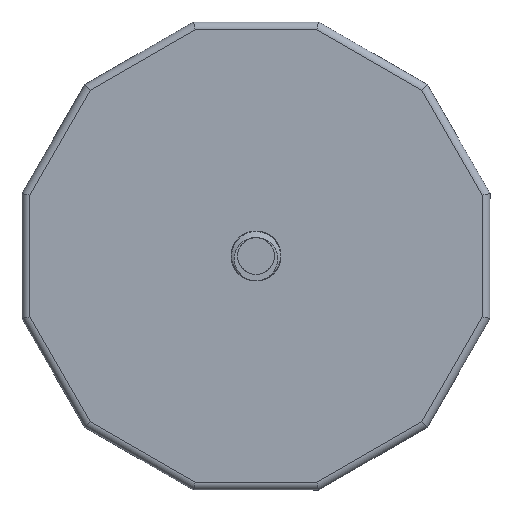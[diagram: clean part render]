
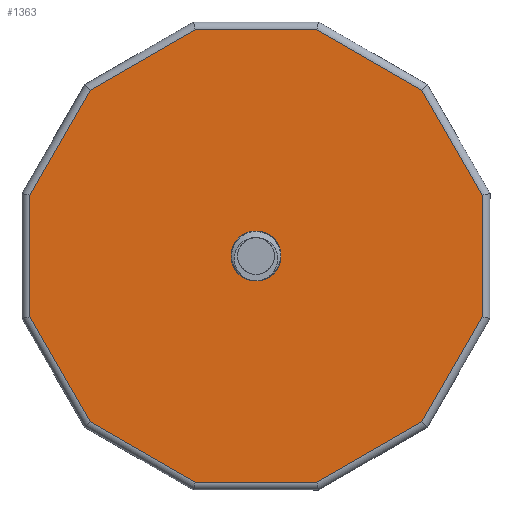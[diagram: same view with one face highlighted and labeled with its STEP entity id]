
A CAD part, front view. The second image highlights one B-rep face of the part: STEP entity #1363.
In plain terms, the highlighted planar face has unit normal (0, -1, 0).
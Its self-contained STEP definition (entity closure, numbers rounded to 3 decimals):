
#53=FACE_BOUND('',#228,.T.);
#89=PLANE('',#1483);
#145=FACE_OUTER_BOUND('',#227,.T.);
#227=EDGE_LOOP('',(#985,#986,#987,#988,#989,#990,#991,#992,#993,#994,#995,
#996));
#228=EDGE_LOOP('',(#997));
#295=LINE('',#1923,#435);
#297=LINE('',#1931,#437);
#299=LINE('',#1937,#439);
#301=LINE('',#1944,#441);
#304=LINE('',#1954,#444);
#306=LINE('',#1960,#446);
#307=LINE('',#1963,#447);
#310=LINE('',#1969,#450);
#312=LINE('',#1975,#452);
#314=LINE('',#1981,#454);
#316=LINE('',#1987,#456);
#318=LINE('',#1991,#458);
#435=VECTOR('',#1569,10.);
#437=VECTOR('',#1577,10.);
#439=VECTOR('',#1583,10.);
#441=VECTOR('',#1589,10.);
#444=VECTOR('',#1598,10.);
#446=VECTOR('',#1604,10.);
#447=VECTOR('',#1609,10.);
#450=VECTOR('',#1614,10.);
#452=VECTOR('',#1620,10.);
#454=VECTOR('',#1626,10.);
#456=VECTOR('',#1632,10.);
#458=VECTOR('',#1638,10.);
#574=CIRCLE('',#1450,2.922);
#581=VERTEX_POINT('',#1914);
#583=VERTEX_POINT('',#1921);
#584=VERTEX_POINT('',#1922);
#587=VERTEX_POINT('',#1930);
#589=VERTEX_POINT('',#1936);
#591=VERTEX_POINT('',#1942);
#592=VERTEX_POINT('',#1943);
#596=VERTEX_POINT('',#1953);
#598=VERTEX_POINT('',#1959);
#600=VERTEX_POINT('',#1968);
#602=VERTEX_POINT('',#1974);
#604=VERTEX_POINT('',#1980);
#606=VERTEX_POINT('',#1986);
#707=EDGE_CURVE('',#581,#581,#574,.T.);
#710=EDGE_CURVE('',#583,#584,#295,.T.);
#714=EDGE_CURVE('',#584,#587,#297,.T.);
#717=EDGE_CURVE('',#587,#589,#299,.T.);
#720=EDGE_CURVE('',#591,#592,#301,.T.);
#725=EDGE_CURVE('',#592,#596,#304,.T.);
#728=EDGE_CURVE('',#596,#598,#306,.T.);
#730=EDGE_CURVE('',#589,#591,#307,.T.);
#733=EDGE_CURVE('',#598,#600,#310,.T.);
#736=EDGE_CURVE('',#600,#602,#312,.T.);
#739=EDGE_CURVE('',#602,#604,#314,.T.);
#742=EDGE_CURVE('',#604,#606,#316,.T.);
#745=EDGE_CURVE('',#606,#583,#318,.T.);
#985=ORIENTED_EDGE('',*,*,#720,.F.);
#986=ORIENTED_EDGE('',*,*,#730,.F.);
#987=ORIENTED_EDGE('',*,*,#717,.F.);
#988=ORIENTED_EDGE('',*,*,#714,.F.);
#989=ORIENTED_EDGE('',*,*,#710,.F.);
#990=ORIENTED_EDGE('',*,*,#745,.F.);
#991=ORIENTED_EDGE('',*,*,#742,.F.);
#992=ORIENTED_EDGE('',*,*,#739,.F.);
#993=ORIENTED_EDGE('',*,*,#736,.F.);
#994=ORIENTED_EDGE('',*,*,#733,.F.);
#995=ORIENTED_EDGE('',*,*,#728,.F.);
#996=ORIENTED_EDGE('',*,*,#725,.F.);
#997=ORIENTED_EDGE('',*,*,#707,.F.);
#1363=ADVANCED_FACE('',(#145,#53),#89,.F.);
#1450=AXIS2_PLACEMENT_3D('',#1915,#1560,#1561);
#1483=AXIS2_PLACEMENT_3D('',#2018,#1664,#1665);
#1560=DIRECTION('center_axis',(0.,-1.,0.));
#1561=DIRECTION('ref_axis',(1.,0.,0.));
#1569=DIRECTION('',(-0.5,0.,-0.866));
#1577=DIRECTION('',(-0.866,0.,-0.5));
#1583=DIRECTION('',(-1.,0.,0.));
#1589=DIRECTION('',(-0.5,0.,0.866));
#1598=DIRECTION('',(0.,0.,1.));
#1604=DIRECTION('',(0.5,0.,0.866));
#1609=DIRECTION('',(-0.866,0.,0.5));
#1614=DIRECTION('',(0.866,0.,0.5));
#1620=DIRECTION('',(1.,0.,0.));
#1626=DIRECTION('',(0.866,0.,-0.5));
#1632=DIRECTION('',(0.5,0.,-0.866));
#1638=DIRECTION('',(0.,0.,-1.));
#1664=DIRECTION('center_axis',(0.,1.,0.));
#1665=DIRECTION('ref_axis',(0.,0.,1.));
#1914=CARTESIAN_POINT('',(0.,0.,-2.922));
#1915=CARTESIAN_POINT('Origin',(0.,0.,0.));
#1921=CARTESIAN_POINT('',(36.075,0.,-9.666));
#1922=CARTESIAN_POINT('',(26.409,0.,-26.409));
#1923=CARTESIAN_POINT('',(33.739,0.,-13.713));
#1930=CARTESIAN_POINT('',(9.666,0.,-36.075));
#1931=CARTESIAN_POINT('',(22.362,0.,-28.745));
#1936=CARTESIAN_POINT('',(-9.666,0.,-36.075));
#1937=CARTESIAN_POINT('',(4.994,0.,-36.075));
#1942=CARTESIAN_POINT('',(-26.409,0.,-26.409));
#1943=CARTESIAN_POINT('',(-36.075,0.,-9.666));
#1944=CARTESIAN_POINT('',(-28.745,0.,-22.362));
#1953=CARTESIAN_POINT('',(-36.075,0.,9.666));
#1954=CARTESIAN_POINT('',(-36.075,0.,-4.994));
#1959=CARTESIAN_POINT('',(-26.409,0.,26.409));
#1960=CARTESIAN_POINT('',(-33.739,0.,13.713));
#1963=CARTESIAN_POINT('',(-13.713,0.,-33.739));
#1968=CARTESIAN_POINT('',(-9.666,0.,36.075));
#1969=CARTESIAN_POINT('',(-22.362,0.,28.745));
#1974=CARTESIAN_POINT('',(9.666,0.,36.075));
#1975=CARTESIAN_POINT('',(-4.994,0.,36.075));
#1980=CARTESIAN_POINT('',(26.409,0.,26.409));
#1981=CARTESIAN_POINT('',(13.713,0.,33.739));
#1986=CARTESIAN_POINT('',(36.075,0.,9.666));
#1987=CARTESIAN_POINT('',(28.745,0.,22.362));
#1991=CARTESIAN_POINT('',(36.075,0.,4.994));
#2018=CARTESIAN_POINT('Origin',(0.,0.,0.));
